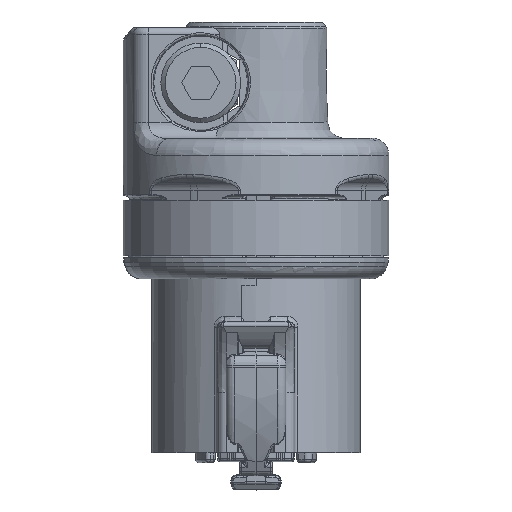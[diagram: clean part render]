
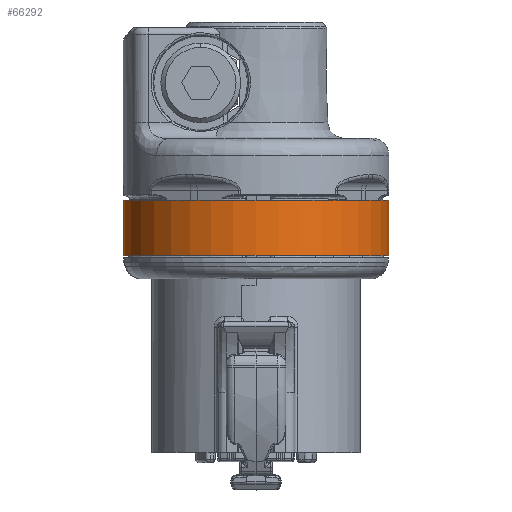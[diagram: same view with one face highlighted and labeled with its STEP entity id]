
A CAD part, top view. The second image highlights one B-rep face of the part: STEP entity #66292.
In plain terms, the highlighted cylindrical face has radius 12 mm (diameter 24 mm), a partial arc.
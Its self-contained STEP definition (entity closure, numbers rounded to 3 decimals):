
#16146=CARTESIAN_POINT('',(0.,-16.1,0.));
#16147=DIRECTION('',(0.,-1.,0.));
#16148=DIRECTION('',(1.,0.,0.));
#16149=AXIS2_PLACEMENT_3D('',#16146,#16147,#16148);
#16151=CARTESIAN_POINT('',(0.,-16.1,0.));
#16152=DIRECTION('',(0.,-1.,0.));
#16153=DIRECTION('',(0.,0.,1.));
#16154=AXIS2_PLACEMENT_3D('',#16151,#16152,#16153);
#21926=CARTESIAN_POINT('',(0.,-21.1,0.));
#21927=DIRECTION('',(0.,1.,0.));
#21928=DIRECTION('',(-1.,0.,0.));
#21929=AXIS2_PLACEMENT_3D('',#21926,#21927,#21928);
#21931=CARTESIAN_POINT('',(0.,-21.1,0.));
#21932=DIRECTION('',(0.,1.,0.));
#21933=DIRECTION('',(0.,0.,1.));
#21934=AXIS2_PLACEMENT_3D('',#21931,#21932,#21933);
#23642=DIRECTION('',(0.,1.,0.));
#23643=VECTOR('',#23642,5.);
#23644=CARTESIAN_POINT('',(-12.,-21.1,0.));
#23645=LINE('',#23644,#23643);
#23650=DIRECTION('',(0.,1.,0.));
#23651=VECTOR('',#23650,5.);
#23652=CARTESIAN_POINT('',(12.,-21.1,0.));
#23653=LINE('',#23652,#23651);
#25267=CARTESIAN_POINT('',(-12.,-21.1,0.));
#25268=VERTEX_POINT('',#25267);
#25269=CARTESIAN_POINT('',(0.,-21.1,12.));
#25270=VERTEX_POINT('',#25269);
#25271=CARTESIAN_POINT('',(12.,-21.1,0.));
#25272=VERTEX_POINT('',#25271);
#25390=CARTESIAN_POINT('',(12.,-16.1,0.));
#25391=VERTEX_POINT('',#25390);
#25392=CARTESIAN_POINT('',(0.,-16.1,12.));
#25393=CARTESIAN_POINT('',(-12.,-16.1,0.));
#25394=VERTEX_POINT('',#25392);
#25395=VERTEX_POINT('',#25393);
#66278=CARTESIAN_POINT('',(0.,-16.1,0.));
#66279=DIRECTION('',(0.,-1.,0.));
#66280=DIRECTION('',(0.,0.,1.));
#66281=AXIS2_PLACEMENT_3D('',#66278,#66279,#66280);
#66282=CYLINDRICAL_SURFACE('',#66281,12.);
#66283=ORIENTED_EDGE('',*,*,#55305,.F.);
#66284=ORIENTED_EDGE('',*,*,#55303,.F.);
#66286=ORIENTED_EDGE('',*,*,#66285,.F.);
#66287=ORIENTED_EDGE('',*,*,#63349,.F.);
#66288=ORIENTED_EDGE('',*,*,#63347,.F.);
#66289=ORIENTED_EDGE('',*,*,#66269,.T.);
#66290=EDGE_LOOP('',(#66283,#66284,#66286,#66287,#66288,#66289));
#66291=FACE_OUTER_BOUND('',#66290,.F.);
#66292=ADVANCED_FACE('',(#66291),#66282,.T.);
#16150=CIRCLE('',#16149,12.);
#16155=CIRCLE('',#16154,12.);
#21930=CIRCLE('',#21929,12.);
#21935=CIRCLE('',#21934,12.);
#55303=EDGE_CURVE('',#25391,#25394,#16150,.T.);
#55305=EDGE_CURVE('',#25394,#25395,#16155,.T.);
#63347=EDGE_CURVE('',#25268,#25270,#21930,.T.);
#63349=EDGE_CURVE('',#25270,#25272,#21935,.T.);
#66269=EDGE_CURVE('',#25268,#25395,#23645,.T.);
#66285=EDGE_CURVE('',#25272,#25391,#23653,.T.);
